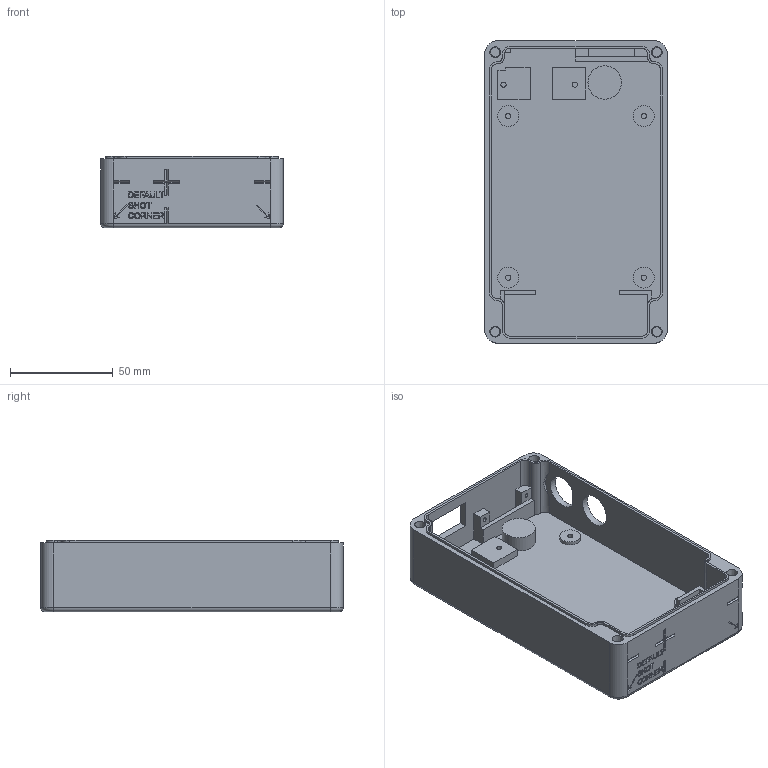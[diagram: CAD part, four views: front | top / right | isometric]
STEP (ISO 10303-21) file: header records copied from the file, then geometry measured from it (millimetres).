
FILE_DESCRIPTION(/* description */ (''),/* implementation_level */ '2;1');
FILE_NAME(/* name */ 'Caveatron SV Enclosure Base v8.step',/* time_stamp */ '2021-04-24T14:01:15-05:00',/* author */ (''),/* organization */ (''),/* preprocessor_version */ 'ST-DEVELOPER v18.1',/* originating_system */ 'Autodesk Translation Framework v9.10.0.1330',/* authorisation */ '');
FILE_SCHEMA (('AUTOMOTIVE_DESIGN { 1 0 10303 214 3 1 1 }'));
Length unit declared in the file: inch
Products named in the file (1): Caveatron SV Enclosure Base
Bounding box: 88.9 x 147.32 x 34.8 mm (x, y, z)
Volume: 112965.7 mm3; surface area: 57958 mm2
Topology: 1 solids, 1 shells, 835 faces, 2258 edges, 1499 vertices
Faces by surface type: plane 457, bspline 321, cylinder 48, cone 5, torus 4
Full cylindrical faces by diameter (mm): 2.032 x2, 2.54 x6, 10.16 x4, 16.256 x2
Entity records: 29020 total; most frequent: CARTESIAN_POINT 10063, ORIENTED_EDGE 4516, DIRECTION 2757, EDGE_CURVE 2258, LINE 1503, VECTOR 1503, VERTEX_POINT 1499, EDGE_LOOP 915
